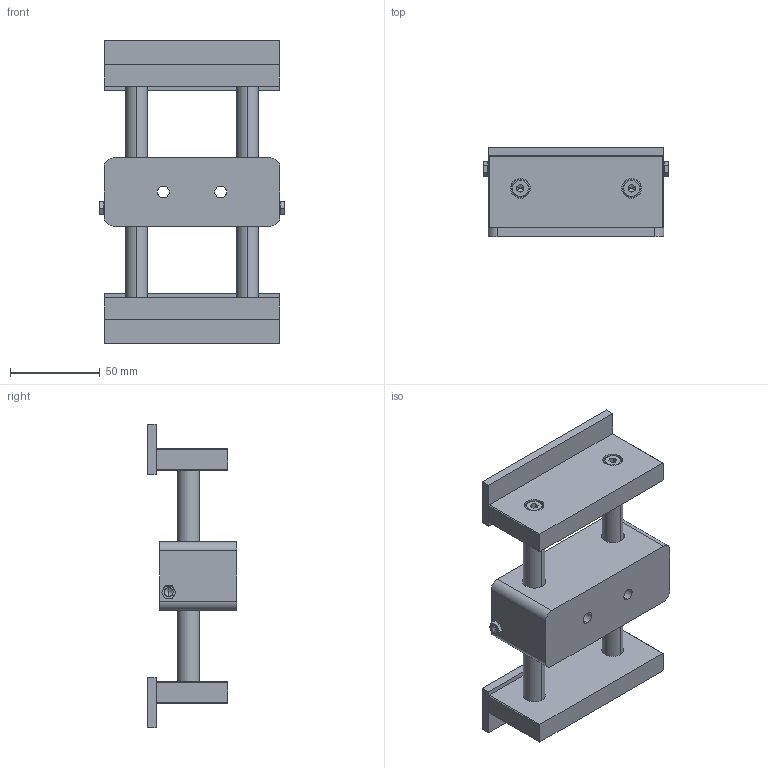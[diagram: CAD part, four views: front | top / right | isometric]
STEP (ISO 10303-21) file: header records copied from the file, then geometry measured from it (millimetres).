
FILE_DESCRIPTION (( 'STEP AP214' ), '1' );
FILE_NAME ('NLD 25 A V2 Auflager #89102102.STEP', '2016-01-20T08:54:33', ( 'Netter' ), ( 'Microsoft' ), 'SwSTEP 2.0', 'SolidWorks 2015', '' );
FILE_SCHEMA (( 'AUTOMOTIVE_DESIGN' ));
Length unit declared in the file: millimetre
Products named in the file (1): NLD 25 A V2 Auflager #89102102
Bounding box: 103 x 50 x 169 mm (x, y, z)
Volume: 289962.7 mm3; surface area: 80074.1 mm2
Topology: 21 solids, 21 shells, 506 faces, 1118 edges, 647 vertices
Faces by surface type: plane 194, cylinder 162, cone 90, torus 36, sphere 24
Entity records: 13906 total; most frequent: DIRECTION 2594, CARTESIAN_POINT 2218, ORIENTED_EDGE 2144, EDGE_CURVE 1072, AXIS2_PLACEMENT_3D 1015, VERTEX_POINT 639, EDGE_LOOP 573, LINE 564
